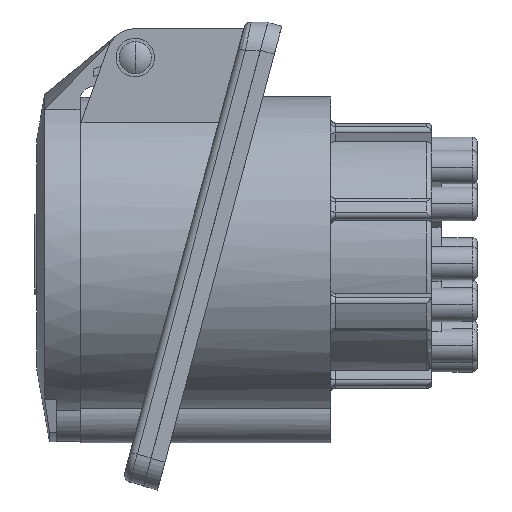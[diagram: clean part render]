
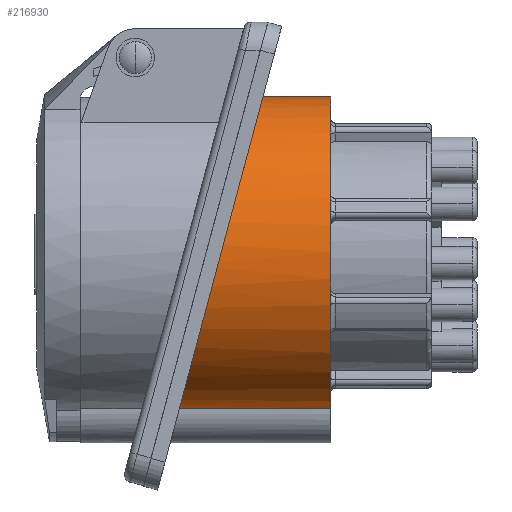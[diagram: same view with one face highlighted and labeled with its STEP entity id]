
A CAD part, left-side view. The second image highlights one B-rep face of the part: STEP entity #216930.
In plain terms, the highlighted cylindrical face has radius 32.8 mm (diameter 65.6 mm), a partial arc.
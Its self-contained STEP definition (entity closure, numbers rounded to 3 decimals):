
#550=CARTESIAN_POINT('',(66.,20.905,2.413));
#560=DIRECTION('',(0.,0.,-1.));
#570=DIRECTION('',(0.,-1.,0.));
#580=AXIS2_PLACEMENT_3D('',#550,#560,#570);
#590=ELLIPSE('',#580,33.957,32.8);
#600=CARTESIAN_POINT('',(72.682,54.149,
2.413));
#610=VERTEX_POINT('',#600);
#620=CARTESIAN_POINT('',(59.318,54.149,
2.413));
#630=VERTEX_POINT('',#620);
#640=EDGE_CURVE('',#610,#630,#590,.T.);
#62270=CARTESIAN_POINT('',(59.318,56.5,
11.185));
#62280=DIRECTION('',(0.,0.259,0.966));
#62290=VECTOR('',#62280,1.);
#62300=LINE('',#62270,#62290);
#62310=CARTESIAN_POINT('',(59.318,44.784,
-32.539));
#62320=VERTEX_POINT('',#62310);
#62330=EDGE_CURVE('',#62320,#630,#62300,.T.);
#62400=CARTESIAN_POINT('',(72.682,44.784,
-32.539));
#62410=VERTEX_POINT('',#62400);
#62440=CARTESIAN_POINT('',(72.682,56.5,
11.185));
#62450=DIRECTION('',(0.,0.259,0.966));
#62460=VECTOR('',#62450,1.);
#62470=LINE('',#62440,#62460);
#62480=EDGE_CURVE('',#62410,#610,#62470,.T.);
#216760=CARTESIAN_POINT('',(66.,25.482,19.496));
#216770=DIRECTION('',(0.,0.259,0.966));
#216780=DIRECTION('',(-1.,0.,0.));
#216790=AXIS2_PLACEMENT_3D('',#216760,#216770,#216780);
#216800=CYLINDRICAL_SURFACE('',#216790,32.8);
#216810=ORIENTED_EDGE('',*,*,#640,.T.);
#216820=ORIENTED_EDGE('',*,*,#62480,.T.);
#216830=CARTESIAN_POINT('',(66.,13.766,-24.228));
#216840=DIRECTION('',(0.,0.259,0.966));
#216850=DIRECTION('',(-1.,0.,0.));
#216860=AXIS2_PLACEMENT_3D('',#216830,#216840,#216850);
#216870=CIRCLE('',#216860,32.8);
#216880=EDGE_CURVE('',#62320,#62410,#216870,.T.);
#216890=ORIENTED_EDGE('',*,*,#216880,.T.);
#216900=ORIENTED_EDGE('',*,*,#62330,.F.);
#216910=EDGE_LOOP('',(#216900,#216890,#216820,#216810));
#216920=FACE_OUTER_BOUND('',#216910,.T.);
#216930=ADVANCED_FACE('',(#216920),#216800,.T.);
